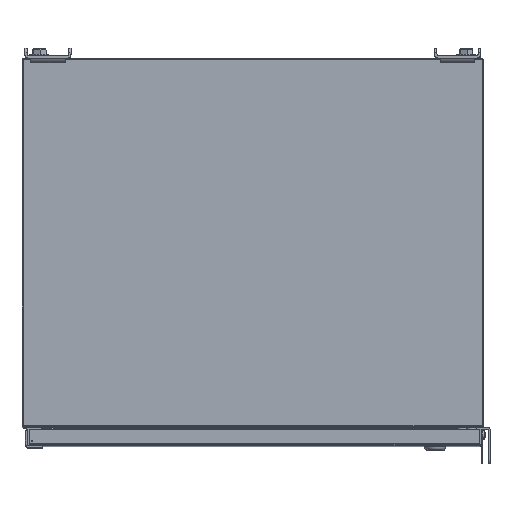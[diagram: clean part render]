
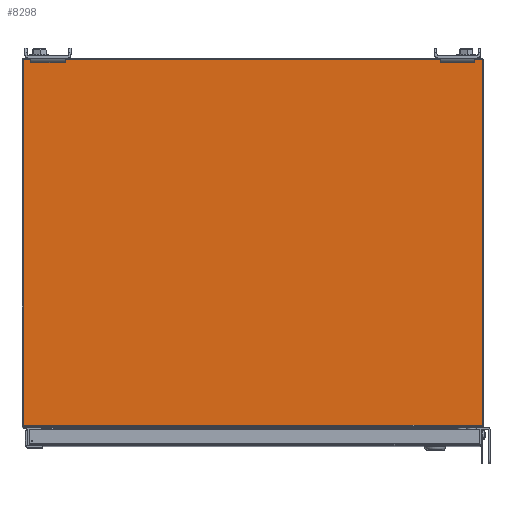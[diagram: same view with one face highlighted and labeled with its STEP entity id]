
A CAD part, top view. The second image highlights one B-rep face of the part: STEP entity #8298.
In plain terms, the highlighted planar face has unit normal (0, 0, 1).
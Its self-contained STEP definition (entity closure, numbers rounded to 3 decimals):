
#8298 = ADVANCED_FACE( '', ( #16605 ), #16606, .T. );
#16605 = FACE_OUTER_BOUND( '', #54335, .T. );
#16606 = PLANE( '', #54336 );
#54335 = EDGE_LOOP( '', ( #80572, #80573, #80574, #80575 ) );
#54336 = AXIS2_PLACEMENT_3D( '', #80576, #80577, #80578 );
#80572 = ORIENTED_EDGE( '', *, *, #84953, .T. );
#80573 = ORIENTED_EDGE( '', *, *, #89702, .T. );
#80574 = ORIENTED_EDGE( '', *, *, #90567, .T. );
#80575 = ORIENTED_EDGE( '', *, *, #90663, .T. );
#80576 = CARTESIAN_POINT( '', ( 0., 0., 0. ) );
#80577 = DIRECTION( '', ( 0., 0., 1. ) );
#80578 = DIRECTION( '', ( 1., 0., 0. ) );
#84953 = EDGE_CURVE( '', #94852, #94850, #94853, .T. );
#89702 = EDGE_CURVE( '', #94850, #101726, #101728, .T. );
#90567 = EDGE_CURVE( '', #101726, #102712, #102714, .T. );
#90663 = EDGE_CURVE( '', #102712, #94852, #102819, .T. );
#94850 = VERTEX_POINT( '', #113133 );
#94852 = VERTEX_POINT( '', #113135 );
#94853 = LINE( '', #113136, #113137 );
#101726 = VERTEX_POINT( '', #130904 );
#101728 = LINE( '', #130906, #130907 );
#102712 = VERTEX_POINT( '', #133095 );
#102714 = LINE( '', #133098, #133099 );
#102819 = LINE( '', #133326, #133327 );
#113133 = CARTESIAN_POINT( '', ( -252.476, -200.101, 0. ) );
#113135 = CARTESIAN_POINT( '', ( -252.476, 202.438, 0. ) );
#113136 = CARTESIAN_POINT( '', ( -252.476, 202.438, 0. ) );
#113137 = VECTOR( '', #135538, 1000. );
#130904 = CARTESIAN_POINT( '', ( 252.476, -200.101, 0. ) );
#130906 = CARTESIAN_POINT( '', ( -252.476, -200.101, 0. ) );
#130907 = VECTOR( '', #138648, 1000. );
#133095 = CARTESIAN_POINT( '', ( 252.476, 202.438, 0. ) );
#133098 = CARTESIAN_POINT( '', ( 252.476, -202.438, 0. ) );
#133099 = VECTOR( '', #139129, 1000. );
#133326 = CARTESIAN_POINT( '', ( 252.476, 202.438, 0. ) );
#133327 = VECTOR( '', #139166, 1000. );
#135538 = DIRECTION( '', ( 0., -1., 0. ) );
#138648 = DIRECTION( '', ( 1., 0., 0. ) );
#139129 = DIRECTION( '', ( 0., 1., 0. ) );
#139166 = DIRECTION( '', ( -1., 0., 0. ) );
